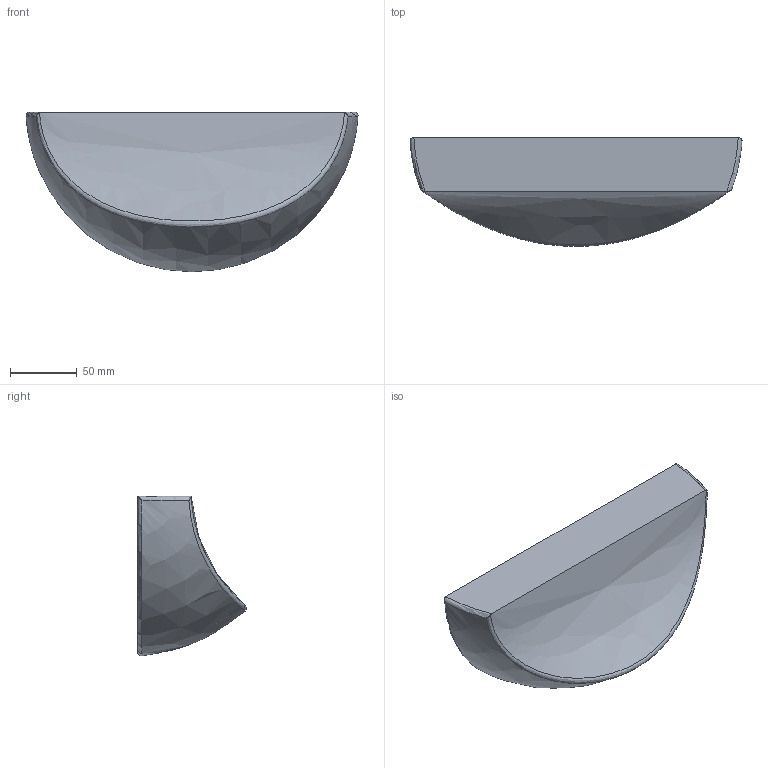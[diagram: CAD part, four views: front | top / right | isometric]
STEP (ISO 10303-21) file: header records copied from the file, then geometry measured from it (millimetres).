
FILE_DESCRIPTION(('FreeCAD Model'),'2;1');
FILE_NAME('baseketball_part_colored.step','2017-05-05T11:23:25',('Author'),('' ),'Open CASCADE STEP processor 6.8','FreeCAD','Unknown');
FILE_SCHEMA(('AUTOMOTIVE_DESIGN_CC2 { 1 2 10303 214 -1 1 5 4 }'));
Length unit declared in the file: millimetre
Products named in the file (2): ASSEMBLY; basketball005
Assembly tree (1 placements, depth 2):
  ASSEMBLY
    basketball005
Bounding box: 248.96 x 81.44 x 119.73 mm (x, y, z)
Volume: 1134319.5 mm3; surface area: 73986.8 mm2
Topology: 1 solids, 1 shells, 8 faces, 16 edges, 10 vertices
Faces by surface type: torus 3, bspline 2, plane 2, sphere 1
Entity records: 1448 total; most frequent: CARTESIAN_POINT 1082, DIRECTION 37, B_SPLINE_CURVE_WITH_KNOTS 33, ORIENTED_EDGE 32, PCURVE 32, DEFINITIONAL_REPRESENTATION 32, EDGE_CURVE 16, SURFACE_CURVE 16
